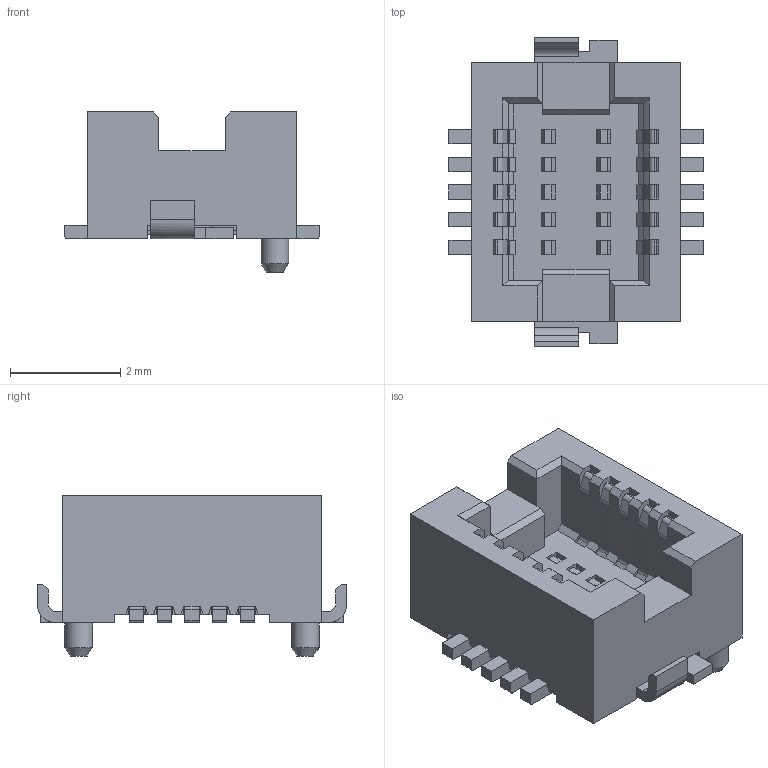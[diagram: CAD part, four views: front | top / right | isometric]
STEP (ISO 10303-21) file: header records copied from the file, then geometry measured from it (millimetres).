
FILE_DESCRIPTION( ( 'Unknown' ), '1' );
FILE_NAME( 'Hirose_DF12-10DP-0.5V_2x05_P0.5mm_Vertical_SMD.step', 'Unknown', ( 'Unknown' ), ( 'Unknown' ), 'PSStep 15.0.49', 'Unknown', ' ' );
FILE_SCHEMA( ( 'AUTOMOTIVE_DESIGN { 1 0 10303 214 1 1 1 1 }' ) );
Length unit declared in the file: millimetre
Products named in the file (1): DF12(3.0)-10DP
Bounding box: 4.6 x 5.6 x 2.9 mm (x, y, z)
Volume: 27.1 mm3; surface area: 128.3 mm2
Topology: 1 solids, 1 shells, 610 faces, 1710 edges, 1116 vertices
Faces by surface type: plane 528, cylinder 80, cone 2
Full cylindrical faces by diameter (mm): 0.5 x2
Entity records: 24140 total; most frequent: CARTESIAN_POINT 3429, ORIENTED_EDGE 3408, DIRECTION 3090, EDGE_CURVE 1704, LINE 1540, VECTOR 1540, VERTEX_POINT 1114, AXIS2_PLACEMENT_3D 775
